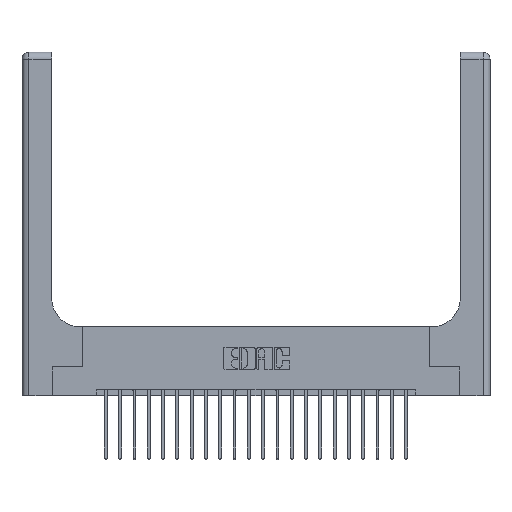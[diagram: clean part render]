
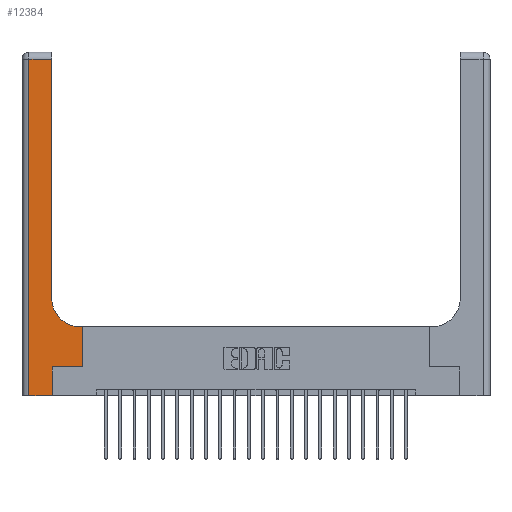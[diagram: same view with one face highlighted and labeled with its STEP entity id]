
A CAD part, top view. The second image highlights one B-rep face of the part: STEP entity #12384.
In plain terms, the highlighted planar face has unit normal (0, 0, 1).
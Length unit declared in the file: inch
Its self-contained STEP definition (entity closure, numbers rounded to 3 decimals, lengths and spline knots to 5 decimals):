
#201 = VERTEX_POINT ( 'NONE', #13923 ) ;
#223 = DIRECTION ( 'NONE',  ( 0., 1., 0. ) ) ;
#358 = CARTESIAN_POINT ( 'NONE',  ( 0.265, 0., 0.37 ) ) ;
#543 = CARTESIAN_POINT ( 'NONE',  ( 0.06, 3., 0.37 ) ) ;
#564 = CARTESIAN_POINT ( 'NONE',  ( 0.265, 0.25, 0.37 ) ) ;
#619 = VECTOR ( 'NONE', #21873, 39.37008 ) ;
#743 = VERTEX_POINT ( 'NONE', #2982 ) ;
#789 = ORIENTED_EDGE ( 'NONE', *, *, #13879, .T. ) ;
#1009 = CARTESIAN_POINT ( 'NONE',  ( 0., 0., 0.37 ) ) ;
#1020 = CARTESIAN_POINT ( 'NONE',  ( 0.26, 0.6, 0.37 ) ) ;
#1086 = DIRECTION ( 'NONE',  ( 0., 1., 0. ) ) ;
#1314 = DIRECTION ( 'NONE',  ( 1., 0., 0. ) ) ;
#1569 = ORIENTED_EDGE ( 'NONE', *, *, #15029, .T. ) ;
#1997 = AXIS2_PLACEMENT_3D ( 'NONE', #13421, #5068, #20286 ) ;
#2025 = CARTESIAN_POINT ( 'NONE',  ( 0., 2.94, 0.37 ) ) ;
#2982 = CARTESIAN_POINT ( 'NONE',  ( 0.528, 0.25, 0.37 ) ) ;
#4108 = LINE ( 'NONE', #543, #619 ) ;
#4138 = CARTESIAN_POINT ( 'NONE',  ( 0.26, 2.94, 0.37 ) ) ;
#4456 = CARTESIAN_POINT ( 'NONE',  ( 0.528, 0.25, 0.37 ) ) ;
#4528 = EDGE_CURVE ( 'NONE', #201, #11676, #4108, .T. ) ;
#5068 = DIRECTION ( 'NONE',  ( 0., 0., -1. ) ) ;
#5415 = LINE ( 'NONE', #1020, #7307 ) ;
#5494 = EDGE_CURVE ( 'NONE', #10160, #201, #7861, .T. ) ;
#6002 = LINE ( 'NONE', #20463, #21897 ) ;
#6027 = ORIENTED_EDGE ( 'NONE', *, *, #5494, .T. ) ;
#6231 = DIRECTION ( 'NONE',  ( 0., 0., -1. ) ) ;
#7307 = VECTOR ( 'NONE', #16234, 39.37008 ) ;
#7861 = LINE ( 'NONE', #2025, #21067 ) ;
#8104 = VECTOR ( 'NONE', #14100, 39.37008 ) ;
#8936 = VECTOR ( 'NONE', #1314, 39.37008 ) ;
#9257 = VECTOR ( 'NONE', #1086, 39.37008 ) ;
#9809 = ORIENTED_EDGE ( 'NONE', *, *, #12727, .T. ) ;
#10160 = VERTEX_POINT ( 'NONE', #4138 ) ;
#10640 = VECTOR ( 'NONE', #14182, 39.37008 ) ;
#10675 = CARTESIAN_POINT ( 'NONE',  ( 0.26, 0.85, 0.37 ) ) ;
#10936 = CARTESIAN_POINT ( 'NONE',  ( 0.528, 0.6, 0.37 ) ) ;
#11384 = PLANE ( 'NONE',  #1997 ) ;
#11576 = ORIENTED_EDGE ( 'NONE', *, *, #18384, .T. ) ;
#11676 = VERTEX_POINT ( 'NONE', #11783 ) ;
#11783 = CARTESIAN_POINT ( 'NONE',  ( 0.06, 0., 0.37 ) ) ;
#12372 = ORIENTED_EDGE ( 'NONE', *, *, #14906, .T. ) ;
#12384 = ADVANCED_FACE ( 'NONE', ( #21443 ), #11384, .F. ) ;
#12727 = EDGE_CURVE ( 'NONE', #18300, #10160, #21960, .T. ) ;
#12862 = EDGE_CURVE ( 'NONE', #743, #18917, #14392, .T. ) ;
#13321 = EDGE_LOOP ( 'NONE', ( #9809, #6027, #19203, #12372, #789, #14301, #17820, #1569, #11576 ) ) ;
#13421 = CARTESIAN_POINT ( 'NONE',  ( 0., 3., 0.37 ) ) ;
#13599 = CARTESIAN_POINT ( 'NONE',  ( 0.51, 0.6, 0.37 ) ) ;
#13879 = EDGE_CURVE ( 'NONE', #21904, #22001, #6002, .T. ) ;
#13923 = CARTESIAN_POINT ( 'NONE',  ( 0.06, 2.94, 0.37 ) ) ;
#14037 = DIRECTION ( 'NONE',  ( -1., 0., 0. ) ) ;
#14060 = LINE ( 'NONE', #1009, #8936 ) ;
#14100 = DIRECTION ( 'NONE',  ( 1., 0., 0. ) ) ;
#14182 = DIRECTION ( 'NONE',  ( 0., 1., 0. ) ) ;
#14301 = ORIENTED_EDGE ( 'NONE', *, *, #17173, .T. ) ;
#14392 = LINE ( 'NONE', #4456, #9257 ) ;
#14906 = EDGE_CURVE ( 'NONE', #11676, #21904, #14060, .T. ) ;
#15029 = EDGE_CURVE ( 'NONE', #18917, #15941, #5415, .T. ) ;
#15931 = CARTESIAN_POINT ( 'NONE',  ( 0.26, 3., 0.37 ) ) ;
#15941 = VERTEX_POINT ( 'NONE', #13599 ) ;
#16234 = DIRECTION ( 'NONE',  ( -1., 0., 0. ) ) ;
#16743 = AXIS2_PLACEMENT_3D ( 'NONE', #21736, #6231, #19991 ) ;
#17173 = EDGE_CURVE ( 'NONE', #22001, #743, #19430, .T. ) ;
#17463 = CIRCLE ( 'NONE', #16743, 0.25 ) ;
#17820 = ORIENTED_EDGE ( 'NONE', *, *, #12862, .T. ) ;
#18300 = VERTEX_POINT ( 'NONE', #10675 ) ;
#18384 = EDGE_CURVE ( 'NONE', #15941, #18300, #17463, .T. ) ;
#18917 = VERTEX_POINT ( 'NONE', #10936 ) ;
#19203 = ORIENTED_EDGE ( 'NONE', *, *, #4528, .T. ) ;
#19430 = LINE ( 'NONE', #21177, #8104 ) ;
#19991 = DIRECTION ( 'NONE',  ( 1., 0., 0. ) ) ;
#20286 = DIRECTION ( 'NONE',  ( -1., 0., 0. ) ) ;
#20463 = CARTESIAN_POINT ( 'NONE',  ( 0.265, 0., 0.37 ) ) ;
#21067 = VECTOR ( 'NONE', #14037, 39.37008 ) ;
#21177 = CARTESIAN_POINT ( 'NONE',  ( 0.265, 0.25, 0.37 ) ) ;
#21443 = FACE_OUTER_BOUND ( 'NONE', #13321, .T. ) ;
#21736 = CARTESIAN_POINT ( 'NONE',  ( 0.51, 0.85, 0.37 ) ) ;
#21873 = DIRECTION ( 'NONE',  ( 0., -1., 0. ) ) ;
#21897 = VECTOR ( 'NONE', #223, 39.37008 ) ;
#21904 = VERTEX_POINT ( 'NONE', #358 ) ;
#21960 = LINE ( 'NONE', #15931, #10640 ) ;
#22001 = VERTEX_POINT ( 'NONE', #564 ) ;
